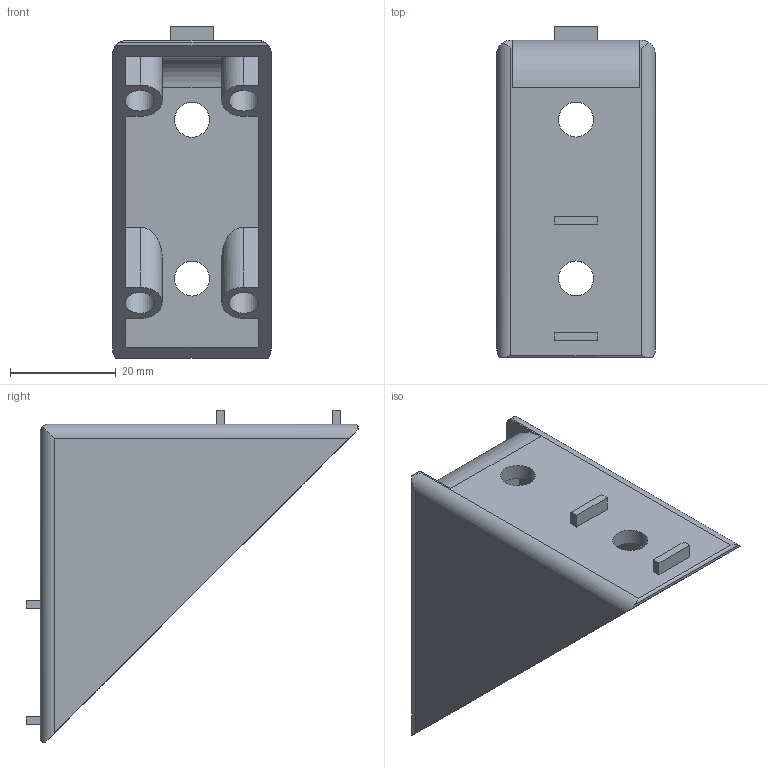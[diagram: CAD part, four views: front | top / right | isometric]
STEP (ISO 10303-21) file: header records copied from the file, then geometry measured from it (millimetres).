
FILE_DESCRIPTION(('STEP AP214'),'1');
FILE_NAME('item_0041965_equerre_6_60x60_zn_details_3.stp','2024-04-11T12:09:48',('TraceParts'),('TraceParts S.A.'),'Spatial InterOp 3D',' ',' ');
FILE_SCHEMA(('AUTOMOTIVE_DESIGN { 1 0 10303 214 1 1 1 1 }'));
Length unit declared in the file: millimetre
Products named in the file (1): item_0041965_equerre_6_60x60_zn_details_3
Bounding box: 30 x 62.7 x 62.7 mm (x, y, z)
Volume: 18825.3 mm3; surface area: 14279.6 mm2
Topology: 1 solids, 1 shells, 87 faces, 228 edges, 152 vertices
Faces by surface type: plane 53, cylinder 34
Entity records: 3508 total; most frequent: CARTESIAN_POINT 574, DIRECTION 464, ORIENTED_EDGE 456, EDGE_CURVE 228, AXIS2_PLACEMENT_3D 156, VERTEX_POINT 152, LINE 152, VECTOR 152
